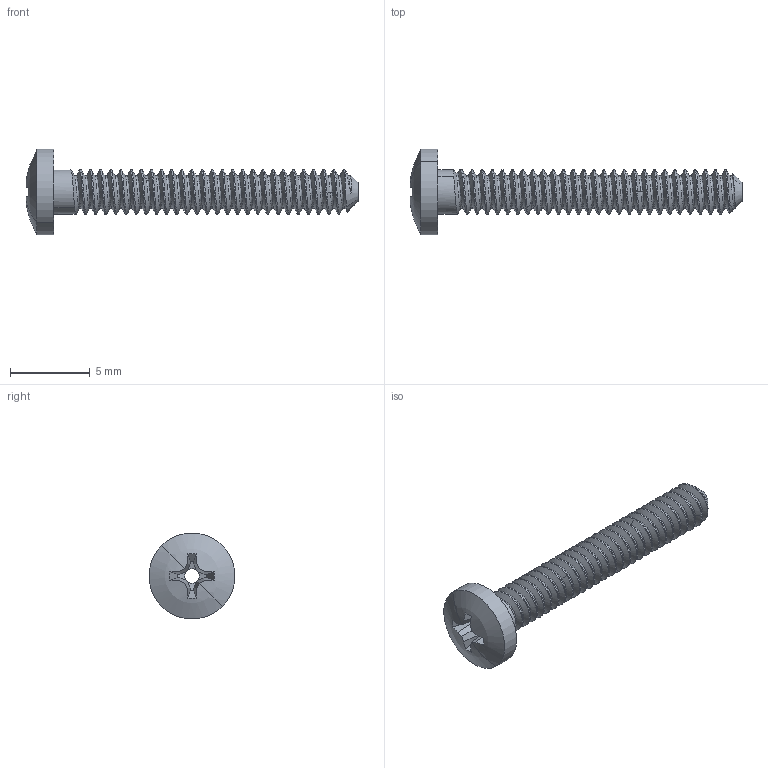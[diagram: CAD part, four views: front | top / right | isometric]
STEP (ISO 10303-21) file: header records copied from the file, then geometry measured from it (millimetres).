
FILE_DESCRIPTION((''),'2;1');
FILE_NAME('001_PAN_HEAD_INCH_ASM','2023-11-16T',('SYSTEM'),(''),'PRO/ENGINEER BY PARAMETRIC TECHNOLOGY CORPORATION, 2016360','PRO/ENGINEER BY PARAMETRIC TECHNOLOGY CORPORATION, 2016360','');
FILE_SCHEMA(('AUTOMOTIVE_DESIGN { 1 0 10303 214 1 1 1 1 }'));
Length unit declared in the file: inch
Products named in the file (2): P-C112_AF0; 001_PAN_HEAD_INCH_ASM
Assembly tree (1 placements, depth 2):
  001_PAN_HEAD_INCH_ASM
    P-C112_AF0
Bounding box: 20.79 x 5.36 x 5.36 mm (x, y, z)
Volume: 104.3 mm3; surface area: 357.4 mm2
Topology: 1 solids, 1 shells, 115 faces, 313 edges, 200 vertices
Faces by surface type: cylinder 58, bspline 35, plane 14, cone 6, sphere 2
Entity records: 10552 total; most frequent: CARTESIAN_POINT 7891, ORIENTED_EDGE 626, DIRECTION 322, EDGE_CURVE 313, VERTEX_POINT 200, B_SPLINE_CURVE_WITH_KNOTS 187, EDGE_LOOP 117, FACE_OUTER_BOUND 115
